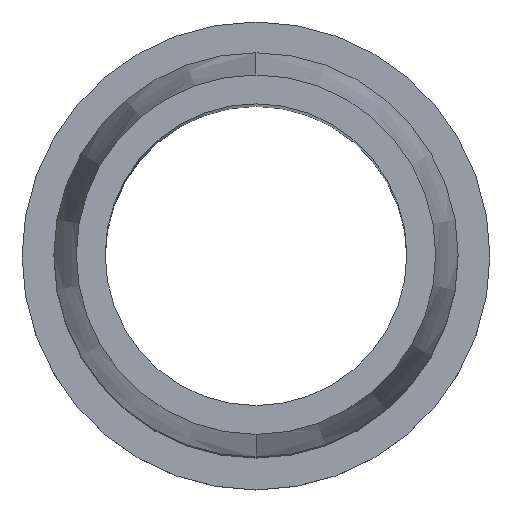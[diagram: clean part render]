
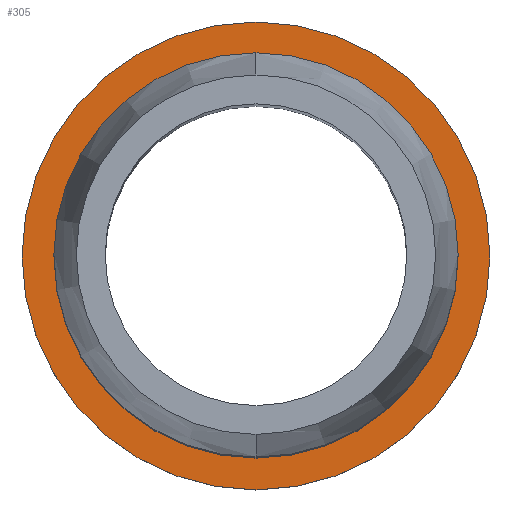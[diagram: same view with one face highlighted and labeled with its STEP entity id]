
A CAD part, top view. The second image highlights one B-rep face of the part: STEP entity #305.
In plain terms, the highlighted planar face has unit normal (0, 0, 1).
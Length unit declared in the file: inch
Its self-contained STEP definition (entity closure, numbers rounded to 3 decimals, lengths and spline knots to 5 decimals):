
#61 = DIRECTION ( 'NONE',  ( 0., 0., 1. ) ) ;
#98 = VERTEX_POINT ( 'NONE', #1104 ) ;
#191 = DIRECTION ( 'NONE',  ( 0., 0., 1. ) ) ;
#252 = VERTEX_POINT ( 'NONE', #589 ) ;
#279 = DIRECTION ( 'NONE',  ( 0., 0., 1. ) ) ;
#299 = ORIENTED_EDGE ( 'NONE', *, *, #566, .T. ) ;
#305 = ADVANCED_FACE ( 'NONE', ( #601, #392 ), #686, .T. ) ;
#361 = CARTESIAN_POINT ( 'NONE',  ( 0., 0., 0.028 ) ) ;
#383 = AXIS2_PLACEMENT_3D ( 'NONE', #734, #191, #827 ) ;
#392 = FACE_OUTER_BOUND ( 'NONE', #541, .T. ) ;
#397 = CIRCLE ( 'NONE', #512, 0.3125 ) ;
#431 = CARTESIAN_POINT ( 'NONE',  ( -0.27, 0., 0.028 ) ) ;
#454 = DIRECTION ( 'NONE',  ( 1., 0., 0. ) ) ;
#502 = EDGE_CURVE ( 'NONE', #98, #914, #693, .T. ) ;
#512 = AXIS2_PLACEMENT_3D ( 'NONE', #823, #279, #911 ) ;
#514 = DIRECTION ( 'NONE',  ( 0., 0., -1. ) ) ;
#533 = EDGE_LOOP ( 'NONE', ( #636, #605 ) ) ;
#541 = EDGE_LOOP ( 'NONE', ( #977, #299 ) ) ;
#555 = CARTESIAN_POINT ( 'NONE',  ( 0.3125, 0., 0.028 ) ) ;
#566 = EDGE_CURVE ( 'NONE', #572, #252, #397, .T. ) ;
#572 = VERTEX_POINT ( 'NONE', #555 ) ;
#585 = EDGE_CURVE ( 'NONE', #252, #572, #998, .T. ) ;
#589 = CARTESIAN_POINT ( 'NONE',  ( -0.3125, 0., 0.028 ) ) ;
#599 = CARTESIAN_POINT ( 'NONE',  ( 0., 0., 0.028 ) ) ;
#601 = FACE_BOUND ( 'NONE', #533, .T. ) ;
#605 = ORIENTED_EDGE ( 'NONE', *, *, #502, .T. ) ;
#636 = ORIENTED_EDGE ( 'NONE', *, *, #838, .T. ) ;
#686 = PLANE ( 'NONE',  #721 ) ;
#688 = DIRECTION ( 'NONE',  ( 1., 0., 0. ) ) ;
#693 = CIRCLE ( 'NONE', #926, 0.27 ) ;
#721 = AXIS2_PLACEMENT_3D ( 'NONE', #599, #61, #688 ) ;
#734 = CARTESIAN_POINT ( 'NONE',  ( 0., 0., 0.028 ) ) ;
#775 = CIRCLE ( 'NONE', #970, 0.27 ) ;
#823 = CARTESIAN_POINT ( 'NONE',  ( 0., 0., 0.028 ) ) ;
#827 = DIRECTION ( 'NONE',  ( 1., 0., 0. ) ) ;
#838 = EDGE_CURVE ( 'NONE', #914, #98, #775, .T. ) ;
#911 = DIRECTION ( 'NONE',  ( 1., 0., 0. ) ) ;
#914 = VERTEX_POINT ( 'NONE', #431 ) ;
#926 = AXIS2_PLACEMENT_3D ( 'NONE', #361, #991, #454 ) ;
#970 = AXIS2_PLACEMENT_3D ( 'NONE', #1049, #514, #1130 ) ;
#977 = ORIENTED_EDGE ( 'NONE', *, *, #585, .T. ) ;
#991 = DIRECTION ( 'NONE',  ( 0., 0., -1. ) ) ;
#998 = CIRCLE ( 'NONE', #383, 0.3125 ) ;
#1049 = CARTESIAN_POINT ( 'NONE',  ( 0., 0., 0.028 ) ) ;
#1104 = CARTESIAN_POINT ( 'NONE',  ( 0.27, 0., 0.028 ) ) ;
#1130 = DIRECTION ( 'NONE',  ( 1., 0., 0. ) ) ;
